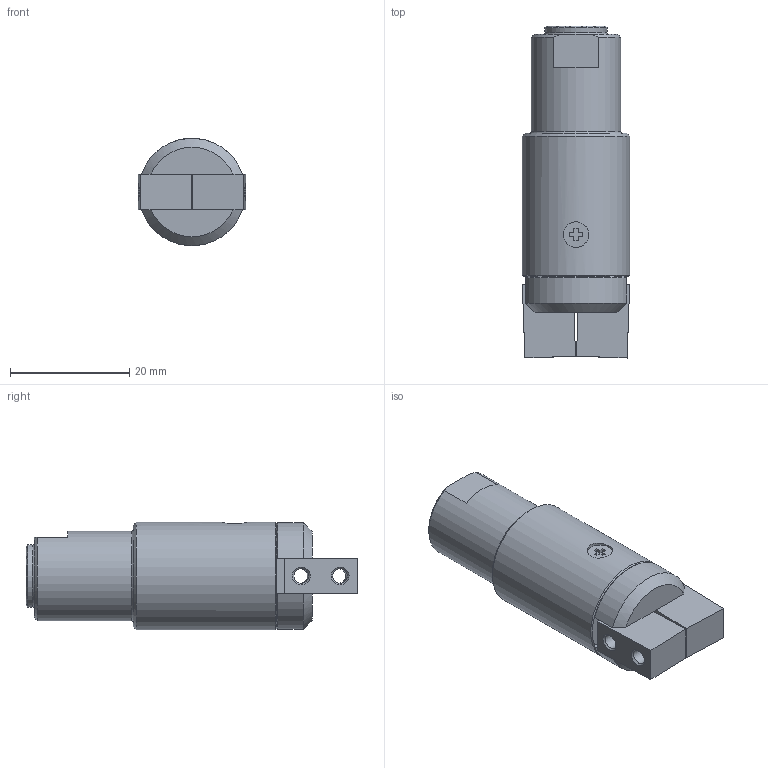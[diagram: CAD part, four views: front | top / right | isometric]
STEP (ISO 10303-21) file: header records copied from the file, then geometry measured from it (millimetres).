
FILE_DESCRIPTION(/* description */ ('STEP AP214'),/* implementation_level */ '2;1');
FILE_NAME(/* name */ '185704_HGWM-12-EZ-G8',/* time_stamp */ '2024-08-29T08:17:13+02:00',/* author */ ('License CC BY-ND 4.0'),/* organization */ ('CADENAS'),/* preprocessor_version */ 'ST-DEVELOPER v19.3',/* originating_system */ 'PARTsolutions',/* authorisation */ ' ');
FILE_SCHEMA (('AUTOMOTIVE_DESIGN {1 0 10303 214 3 1 1}'));
Length unit declared in the file: millimetre
Products named in the file (3): 185704 HGWM-12-EZ-G8---(asm_0_-4); 185704 HGWM-12-EZ-G8---(0, -4)_GR; HGWM-12-Ex-G8---(JAW)
Assembly tree (3 placements, depth 2):
  185704 HGWM-12-EZ-G8---(asm_0_-4)
    185704 HGWM-12-EZ-G8---(0, -4)_GR
    HGWM-12-Ex-G8---(JAW)  x2
Bounding box: 18 x 55.68 x 18 mm (x, y, z)
Volume: 10368.8 mm3; surface area: 5216.1 mm2
Topology: 3 solids, 3 shells, 86 faces, 199 edges, 126 vertices
Faces by surface type: plane 45, cylinder 23, cone 16, torus 2
Full cylindrical faces by diameter (mm): 2 x4, 2.459 x5, 4.299 x1, 5 x2, 15 x2, 18 x1
Entity records: 2287 total; most frequent: CARTESIAN_POINT 389, DIRECTION 310, ORIENTED_EDGE 266, EDGE_CURVE 133, AXIS2_PLACEMENT_3D 120, EDGE_LOOP 105, FACE_BOUND 105, VERTEX_POINT 96
